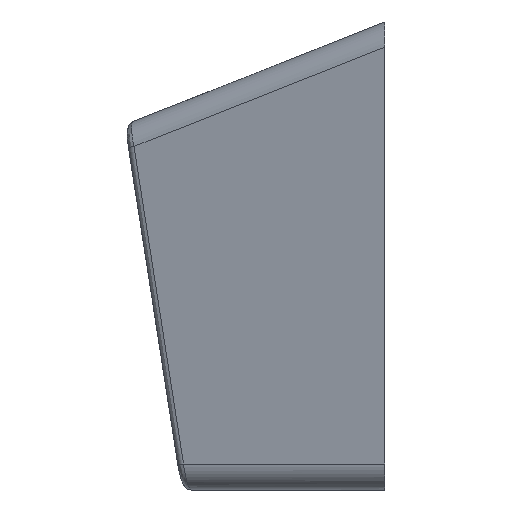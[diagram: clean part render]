
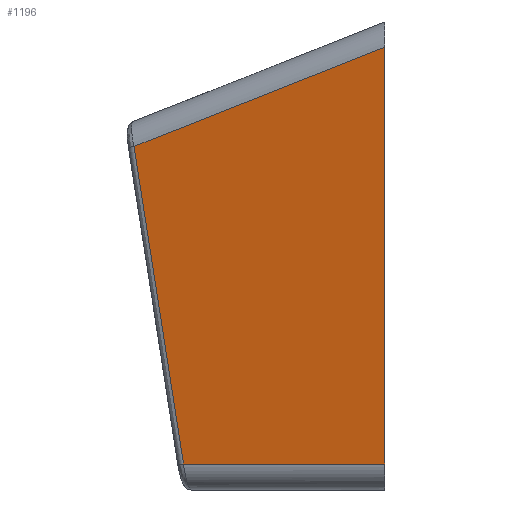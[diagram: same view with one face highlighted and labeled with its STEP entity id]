
A CAD part, left-side view. The second image highlights one B-rep face of the part: STEP entity #1196.
In plain terms, the highlighted planar face has unit normal (-0.964, 0.267, 0).
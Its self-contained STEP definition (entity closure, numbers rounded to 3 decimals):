
#120=FACE_OUTER_BOUND('',#194,.T.);
#194=EDGE_LOOP('',(#1039,#1040,#1041,#1042));
#303=LINE('',#2947,#408);
#304=LINE('',#2955,#409);
#305=LINE('',#2956,#410);
#408=VECTOR('',#1524,10.);
#409=VECTOR('',#1527,10.);
#410=VECTOR('',#1528,10.);
#457=B_SPLINE_CURVE_WITH_KNOTS('',3,(#2950,#2951,#2952,#2953),
 .UNSPECIFIED.,.F.,.F.,(4,4),(-1.339,-0.102),
 .UNSPECIFIED.);
#565=VERTEX_POINT('',#2905);
#566=VERTEX_POINT('',#2945);
#567=VERTEX_POINT('',#2949);
#568=VERTEX_POINT('',#2954);
#728=EDGE_CURVE('',#565,#566,#303,.T.);
#729=EDGE_CURVE('',#567,#565,#457,.T.);
#730=EDGE_CURVE('',#568,#567,#304,.T.);
#731=EDGE_CURVE('',#566,#568,#305,.T.);
#1039=ORIENTED_EDGE('',*,*,#728,.F.);
#1040=ORIENTED_EDGE('',*,*,#729,.F.);
#1041=ORIENTED_EDGE('',*,*,#730,.F.);
#1042=ORIENTED_EDGE('',*,*,#731,.F.);
#1135=PLANE('',#1285);
#1196=ADVANCED_FACE('',(#120),#1135,.F.);
#1285=AXIS2_PLACEMENT_3D('',#2948,#1525,#1526);
#1524=DIRECTION('',(-0.25,-0.9,0.357));
#1525=DIRECTION('center_axis',(0.964,-0.267,0.));
#1526=DIRECTION('ref_axis',(0.,0.,-1.));
#1527=DIRECTION('',(0.267,0.964,0.));
#1528=DIRECTION('',(0.,0.,-1.));
#2905=CARTESIAN_POINT('',(-20.628,9.64,4.212));
#2945=CARTESIAN_POINT('',(-23.3,0.,8.03));
#2947=CARTESIAN_POINT('',(-21.935,4.924,6.08));
#2948=CARTESIAN_POINT('Origin',(-23.3,0.,9.));
#2949=CARTESIAN_POINT('',(-21.156,7.735,-8.));
#2950=CARTESIAN_POINT('Ctrl Pts',(-21.156,7.735,-8.));
#2951=CARTESIAN_POINT('Ctrl Pts',(-20.98,8.37,-3.929));
#2952=CARTESIAN_POINT('Ctrl Pts',(-20.804,9.005,0.142));
#2953=CARTESIAN_POINT('Ctrl Pts',(-20.628,9.64,4.212));
#2954=CARTESIAN_POINT('',(-23.3,0.,-8.));
#2955=CARTESIAN_POINT('',(-23.3,0.,-8.));
#2956=CARTESIAN_POINT('',(-23.3,0.,9.));
